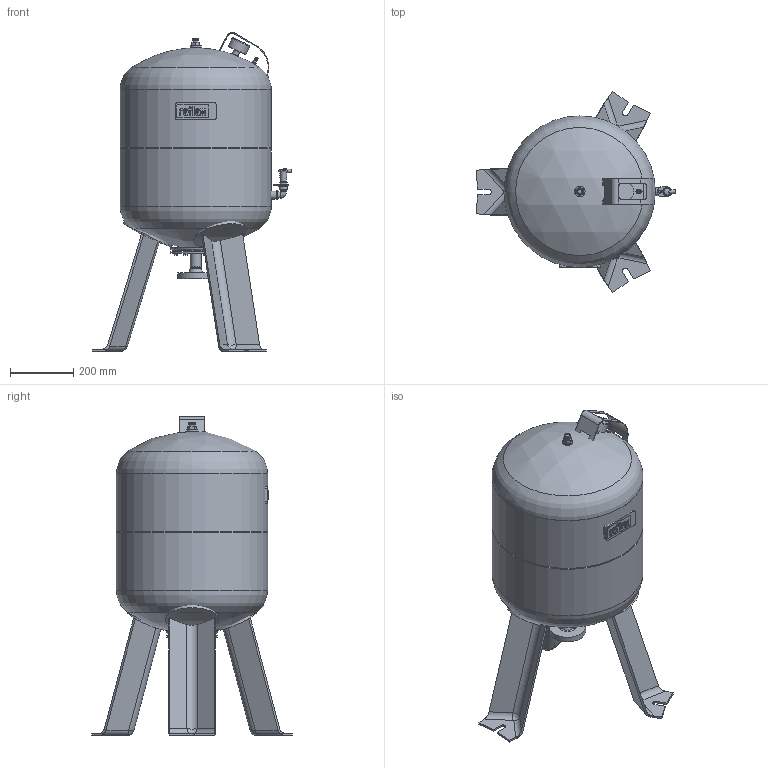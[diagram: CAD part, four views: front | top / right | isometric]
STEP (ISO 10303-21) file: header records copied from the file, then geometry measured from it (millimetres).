
FILE_DESCRIPTION(/* description */ (''),/* implementation_level */ '2;1');
FILE_NAME(/* name */ '3d_ReflexG100_16bar-8518400.stp',/* time_stamp */ '2016-12-05T07:55:34+01:00',/* author */ ('Andrzej'),/* organization */ (''),/* preprocessor_version */ 'ST-DEVELOPER v15.5',/* originating_system */ 'AutoCAD Mechanical',/* authorisation */ '');
FILE_SCHEMA (('AUTOMOTIVE_DESIGN { 1 0 10303 214 3 1 1 }'));
Length unit declared in the file: millimetre
Products named in the file (1): Product
Bounding box: 633.5 x 637.98 x 1011.98 mm (x, y, z)
Volume: 101957132.1 mm3; surface area: 2680409.2 mm2
Topology: 26 solids, 26 shells, 483 faces, 1147 edges, 754 vertices
Faces by surface type: plane 269, cylinder 155, cone 27, sphere 12, bspline 11, torus 9
Full cylindrical faces by diameter (mm): 6 x1, 6.202 x1, 8 x13, 8.06 x1, 10 x3, 11 x1, 11.4 x1, 13.16 x1, 14 x1, 16 x3, 18.5 x1, 20 x4, 24 x1, 26 x2, 28 x2, 28.5 x1, 33.7 x2, 34 x1, 62 x1, 89 x1, 115 x1, 140 x1, 150 x1, 160 x2, 480 x4
Entity records: 15024 total; most frequent: CARTESIAN_POINT 3909, DIRECTION 2358, ORIENTED_EDGE 2086, EDGE_CURVE 1043, AXIS2_PLACEMENT_3D 862, VERTEX_POINT 736, LINE 634, VECTOR 634
